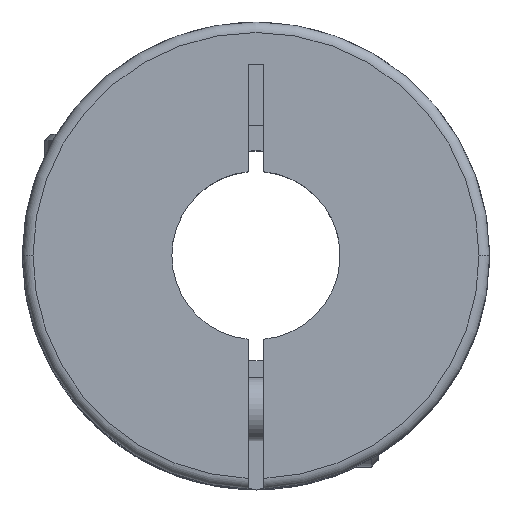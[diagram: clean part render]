
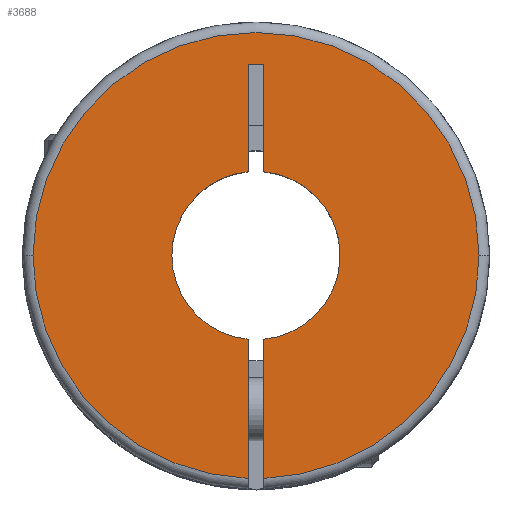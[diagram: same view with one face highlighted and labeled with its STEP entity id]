
A CAD part, top view. The second image highlights one B-rep face of the part: STEP entity #3688.
In plain terms, the highlighted planar face has unit normal (0, 0, 1).
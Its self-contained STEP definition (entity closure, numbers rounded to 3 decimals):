
#17 = VERTEX_POINT ( 'NONE', #3428 ) ;
#113 = CIRCLE ( 'NONE', #4187, 10.6 ) ;
#151 = CARTESIAN_POINT ( 'NONE',  ( -0.375, -10.593, 0. ) ) ;
#176 = CIRCLE ( 'NONE', #760, 4. ) ;
#196 = EDGE_CURVE ( 'NONE', #1635, #2379, #2467, .T. ) ;
#209 = DIRECTION ( 'NONE',  ( 0., 0., -1. ) ) ;
#271 = DIRECTION ( 'NONE',  ( 0., 1., 0. ) ) ;
#279 = CARTESIAN_POINT ( 'NONE',  ( -0.375, 3.982, 0. ) ) ;
#304 = VERTEX_POINT ( 'NONE', #3556 ) ;
#505 = DIRECTION ( 'NONE',  ( 0., 0., -1. ) ) ;
#508 = DIRECTION ( 'NONE',  ( -1., 0., 0. ) ) ;
#579 = DIRECTION ( 'NONE',  ( 0., 1., 0. ) ) ;
#633 = CARTESIAN_POINT ( 'NONE',  ( -4., 0., 0. ) ) ;
#658 = EDGE_CURVE ( 'NONE', #17, #304, #1415, .T. ) ;
#739 = DIRECTION ( 'NONE',  ( -1., 0., 0. ) ) ;
#760 = AXIS2_PLACEMENT_3D ( 'NONE', #4245, #2979, #2552 ) ;
#837 = VERTEX_POINT ( 'NONE', #2028 ) ;
#840 = ORIENTED_EDGE ( 'NONE', *, *, #658, .F. ) ;
#847 = DIRECTION ( 'NONE',  ( 0., 0., -1. ) ) ;
#893 = ORIENTED_EDGE ( 'NONE', *, *, #3708, .F. ) ;
#894 = CARTESIAN_POINT ( 'NONE',  ( 10.6, 0., 0. ) ) ;
#911 = LINE ( 'NONE', #1237, #3255 ) ;
#1008 = EDGE_CURVE ( 'NONE', #2379, #1784, #1934, .T. ) ;
#1041 = VECTOR ( 'NONE', #3515, 1000. ) ;
#1167 = DIRECTION ( 'NONE',  ( -1., 0., 0. ) ) ;
#1237 = CARTESIAN_POINT ( 'NONE',  ( -0.375, 9.1, 0. ) ) ;
#1271 = ORIENTED_EDGE ( 'NONE', *, *, #1008, .F. ) ;
#1310 = ORIENTED_EDGE ( 'NONE', *, *, #1968, .T. ) ;
#1369 = EDGE_LOOP ( 'NONE', ( #1271, #3262, #1310, #1874, #2425, #893, #2603, #2110, #840, #3770, #4419 ) ) ;
#1415 = LINE ( 'NONE', #2780, #2673 ) ;
#1485 = CARTESIAN_POINT ( 'NONE',  ( -0.375, 9.1, 0. ) ) ;
#1504 = CARTESIAN_POINT ( 'NONE',  ( 0., 0., 0. ) ) ;
#1537 = AXIS2_PLACEMENT_3D ( 'NONE', #3914, #847, #508 ) ;
#1572 = EDGE_CURVE ( 'NONE', #4125, #17, #113, .T. ) ;
#1577 = AXIS2_PLACEMENT_3D ( 'NONE', #3506, #505, #1167 ) ;
#1635 = VERTEX_POINT ( 'NONE', #3227 ) ;
#1700 = PLANE ( 'NONE',  #3675 ) ;
#1784 = VERTEX_POINT ( 'NONE', #3831 ) ;
#1849 = DIRECTION ( 'NONE',  ( -1., 0., 0. ) ) ;
#1874 = ORIENTED_EDGE ( 'NONE', *, *, #4376, .T. ) ;
#1934 = CIRCLE ( 'NONE', #1577, 10.6 ) ;
#1943 = EDGE_CURVE ( 'NONE', #837, #2736, #911, .T. ) ;
#1964 = EDGE_CURVE ( 'NONE', #2915, #304, #176, .T. ) ;
#1968 = EDGE_CURVE ( 'NONE', #1635, #2878, #2682, .T. ) ;
#2028 = CARTESIAN_POINT ( 'NONE',  ( -0.375, 9.1, 0. ) ) ;
#2044 = VERTEX_POINT ( 'NONE', #3423 ) ;
#2104 = EDGE_CURVE ( 'NONE', #1784, #4125, #2541, .T. ) ;
#2110 = ORIENTED_EDGE ( 'NONE', *, *, #1964, .T. ) ;
#2111 = AXIS2_PLACEMENT_3D ( 'NONE', #4000, #3377, #2681 ) ;
#2274 = DIRECTION ( 'NONE',  ( 0., -1., 0. ) ) ;
#2362 = AXIS2_PLACEMENT_3D ( 'NONE', #1504, #3539, #1849 ) ;
#2364 = FACE_OUTER_BOUND ( 'NONE', #1369, .T. ) ;
#2379 = VERTEX_POINT ( 'NONE', #151 ) ;
#2425 = ORIENTED_EDGE ( 'NONE', *, *, #1943, .F. ) ;
#2467 = LINE ( 'NONE', #1485, #1041 ) ;
#2541 = CIRCLE ( 'NONE', #2111, 10.6 ) ;
#2552 = DIRECTION ( 'NONE',  ( -1., 0., 0. ) ) ;
#2603 = ORIENTED_EDGE ( 'NONE', *, *, #3177, .F. ) ;
#2644 = CARTESIAN_POINT ( 'NONE',  ( 0., 0., 0. ) ) ;
#2673 = VECTOR ( 'NONE', #271, 1000. ) ;
#2681 = DIRECTION ( 'NONE',  ( -1., 0., 0. ) ) ;
#2682 = CIRCLE ( 'NONE', #1537, 4. ) ;
#2687 = CIRCLE ( 'NONE', #2362, 4. ) ;
#2727 = DIRECTION ( 'NONE',  ( 0., -1., 0. ) ) ;
#2736 = VERTEX_POINT ( 'NONE', #279 ) ;
#2748 = CARTESIAN_POINT ( 'NONE',  ( 0., 0., 0. ) ) ;
#2778 = LINE ( 'NONE', #3399, #3965 ) ;
#2780 = CARTESIAN_POINT ( 'NONE',  ( 0.375, -11.1, 0. ) ) ;
#2878 = VERTEX_POINT ( 'NONE', #633 ) ;
#2915 = VERTEX_POINT ( 'NONE', #3143 ) ;
#2979 = DIRECTION ( 'NONE',  ( 0., 0., -1. ) ) ;
#3143 = CARTESIAN_POINT ( 'NONE',  ( 0.375, 3.982, 0. ) ) ;
#3177 = EDGE_CURVE ( 'NONE', #2915, #2044, #3336, .T. ) ;
#3227 = CARTESIAN_POINT ( 'NONE',  ( -0.375, -3.982, 0. ) ) ;
#3255 = VECTOR ( 'NONE', #2274, 1000. ) ;
#3262 = ORIENTED_EDGE ( 'NONE', *, *, #196, .F. ) ;
#3336 = LINE ( 'NONE', #3403, #3402 ) ;
#3376 = DIRECTION ( 'NONE',  ( 0., 0., -1. ) ) ;
#3377 = DIRECTION ( 'NONE',  ( 0., 0., -1. ) ) ;
#3399 = CARTESIAN_POINT ( 'NONE',  ( 0.375, 9.1, 0. ) ) ;
#3402 = VECTOR ( 'NONE', #579, 1000. ) ;
#3403 = CARTESIAN_POINT ( 'NONE',  ( 0.375, -11.1, 0. ) ) ;
#3423 = CARTESIAN_POINT ( 'NONE',  ( 0.375, 9.1, 0. ) ) ;
#3428 = CARTESIAN_POINT ( 'NONE',  ( 0.375, -10.593, 0. ) ) ;
#3506 = CARTESIAN_POINT ( 'NONE',  ( 0., 0., 0. ) ) ;
#3515 = DIRECTION ( 'NONE',  ( 0., -1., 0. ) ) ;
#3539 = DIRECTION ( 'NONE',  ( 0., 0., -1. ) ) ;
#3556 = CARTESIAN_POINT ( 'NONE',  ( 0.375, -3.982, 0. ) ) ;
#3675 = AXIS2_PLACEMENT_3D ( 'NONE', #2748, #3376, #2727 ) ;
#3688 = ADVANCED_FACE ( 'NONE', ( #2364 ), #1700, .F. ) ;
#3708 = EDGE_CURVE ( 'NONE', #2044, #837, #2778, .T. ) ;
#3770 = ORIENTED_EDGE ( 'NONE', *, *, #1572, .F. ) ;
#3831 = CARTESIAN_POINT ( 'NONE',  ( -10.6, 0., 0. ) ) ;
#3914 = CARTESIAN_POINT ( 'NONE',  ( 0., 0., 0. ) ) ;
#3965 = VECTOR ( 'NONE', #739, 1000. ) ;
#4000 = CARTESIAN_POINT ( 'NONE',  ( 0., 0., 0. ) ) ;
#4006 = DIRECTION ( 'NONE',  ( -1., 0., 0. ) ) ;
#4125 = VERTEX_POINT ( 'NONE', #894 ) ;
#4187 = AXIS2_PLACEMENT_3D ( 'NONE', #2644, #209, #4006 ) ;
#4245 = CARTESIAN_POINT ( 'NONE',  ( 0., 0., 0. ) ) ;
#4376 = EDGE_CURVE ( 'NONE', #2878, #2736, #2687, .T. ) ;
#4419 = ORIENTED_EDGE ( 'NONE', *, *, #2104, .F. ) ;
